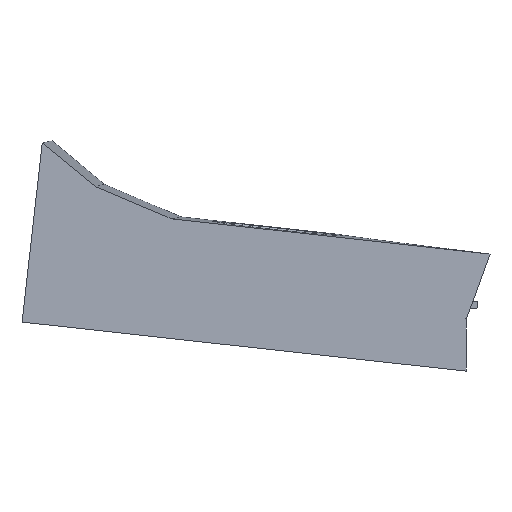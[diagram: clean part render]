
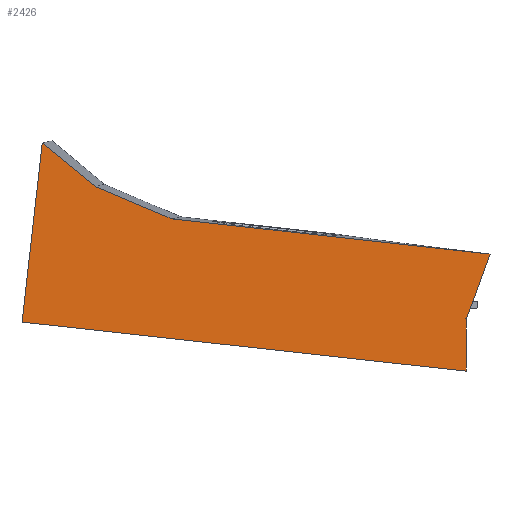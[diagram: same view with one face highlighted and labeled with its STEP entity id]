
A CAD part, left-side view. The second image highlights one B-rep face of the part: STEP entity #2426.
In plain terms, the highlighted planar face has unit normal (-0.997, 0.038, 0.063).
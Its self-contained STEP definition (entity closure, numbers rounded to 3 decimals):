
#29=ELLIPSE('',#2560,1525.092,110.43);
#159=(
BOUNDED_CURVE()
B_SPLINE_CURVE(2,(#3423,#3424,#3425),.UNSPECIFIED.,.F.,.F.)
B_SPLINE_CURVE_WITH_KNOTS((3,3),(6131.506,6188.471),
 .UNSPECIFIED.)
CURVE()
GEOMETRIC_REPRESENTATION_ITEM()
RATIONAL_B_SPLINE_CURVE((149.084,149.519,149.949))
REPRESENTATION_ITEM('')
);
#160=(
BOUNDED_CURVE()
B_SPLINE_CURVE(2,(#3426,#3427,#3428),.UNSPECIFIED.,.F.,.F.)
B_SPLINE_CURVE_WITH_KNOTS((3,3),(16.676,17.891),
 .UNSPECIFIED.)
CURVE()
GEOMETRIC_REPRESENTATION_ITEM()
RATIONAL_B_SPLINE_CURVE((1.047,1.046,1.044))
REPRESENTATION_ITEM('')
);
#192=FACE_OUTER_BOUND('',#311,.T.);
#311=EDGE_LOOP('',(#1686,#1687,#1688,#1689,#1690,#1691,#1692,#1693));
#502=LINE('',#3411,#754);
#503=LINE('',#3413,#755);
#504=LINE('',#3415,#756);
#505=LINE('',#3417,#757);
#506=LINE('',#3419,#758);
#754=VECTOR('',#2806,10.);
#755=VECTOR('',#2807,10.);
#756=VECTOR('',#2808,10.);
#757=VECTOR('',#2809,10.);
#758=VECTOR('',#2810,10.);
#996=VERTEX_POINT('',#3409);
#997=VERTEX_POINT('',#3410);
#998=VERTEX_POINT('',#3412);
#999=VERTEX_POINT('',#3414);
#1000=VERTEX_POINT('',#3416);
#1001=VERTEX_POINT('',#3418);
#1002=VERTEX_POINT('',#3420);
#1003=VERTEX_POINT('',#3422);
#1275=EDGE_CURVE('',#996,#997,#502,.T.);
#1276=EDGE_CURVE('',#997,#998,#503,.T.);
#1277=EDGE_CURVE('',#998,#999,#504,.T.);
#1278=EDGE_CURVE('',#999,#1000,#505,.T.);
#1279=EDGE_CURVE('',#1001,#1000,#506,.T.);
#1280=EDGE_CURVE('',#1001,#1002,#29,.T.);
#1281=EDGE_CURVE('',#1003,#1002,#159,.F.);
#1282=EDGE_CURVE('',#996,#1003,#160,.T.);
#1686=ORIENTED_EDGE('',*,*,#1275,.T.);
#1687=ORIENTED_EDGE('',*,*,#1276,.T.);
#1688=ORIENTED_EDGE('',*,*,#1277,.T.);
#1689=ORIENTED_EDGE('',*,*,#1278,.T.);
#1690=ORIENTED_EDGE('',*,*,#1279,.F.);
#1691=ORIENTED_EDGE('',*,*,#1280,.T.);
#1692=ORIENTED_EDGE('',*,*,#1281,.F.);
#1693=ORIENTED_EDGE('',*,*,#1282,.F.);
#2329=PLANE('',#2559);
#2426=ADVANCED_FACE('',(#192),#2329,.T.);
#2559=AXIS2_PLACEMENT_3D('',#3408,#2804,#2805);
#2560=AXIS2_PLACEMENT_3D('',#3421,#2811,#2812);
#2804=DIRECTION('center_axis',(-0.997,0.038,0.063));
#2805=DIRECTION('ref_axis',(0.063,0.,0.998));
#2806=DIRECTION('',(0.045,0.993,0.11));
#2807=DIRECTION('',(0.06,0.92,0.388));
#2808=DIRECTION('',(0.07,0.771,0.633));
#2809=DIRECTION('',(-0.059,0.112,-0.992));
#2810=DIRECTION('',(0.045,0.993,0.11));
#2811=DIRECTION('center_axis',(0.997,-0.038,-0.063));
#2812=DIRECTION('ref_axis',(-0.059,0.112,-0.992));
#3408=CARTESIAN_POINT('Origin',(-313.014,102.817,26.541));
#3409=CARTESIAN_POINT('',(-317.407,-2.36,20.888));
#3410=CARTESIAN_POINT('',(-313.53,83.083,30.327));
#3411=CARTESIAN_POINT('',(-312.743,100.434,32.243));
#3412=CARTESIAN_POINT('',(-312.187,103.711,39.017));
#3413=CARTESIAN_POINT('',(-312.546,98.209,36.699));
#3414=CARTESIAN_POINT('',(-310.897,117.969,50.725));
#3415=CARTESIAN_POINT('',(-312.801,96.931,33.449));
#3416=CARTESIAN_POINT('',(-313.745,123.398,2.593));
#3417=CARTESIAN_POINT('',(-312.108,120.278,30.251));
#3418=CARTESIAN_POINT('',(-319.16,4.056,-10.59));
#3419=CARTESIAN_POINT('',(-315.467,85.432,-1.601));
#3420=CARTESIAN_POINT('',(-318.271,3.971,3.462));
#3421=CARTESIAN_POINT('Origin',(-247.418,-199.229,1242.326));
#3422=CARTESIAN_POINT('',(-318.062,2.453,7.674));
#3423=CARTESIAN_POINT('Ctrl Pts',(-318.271,3.971,3.462));
#3424=CARTESIAN_POINT('Ctrl Pts',(-318.165,3.208,5.586));
#3425=CARTESIAN_POINT('Ctrl Pts',(-318.062,2.453,7.674));
#3426=CARTESIAN_POINT('Ctrl Pts',(-317.407,-2.36,20.888));
#3427=CARTESIAN_POINT('Ctrl Pts',(-317.725,0.,
14.465));
#3428=CARTESIAN_POINT('Ctrl Pts',(-318.062,2.453,7.674));
